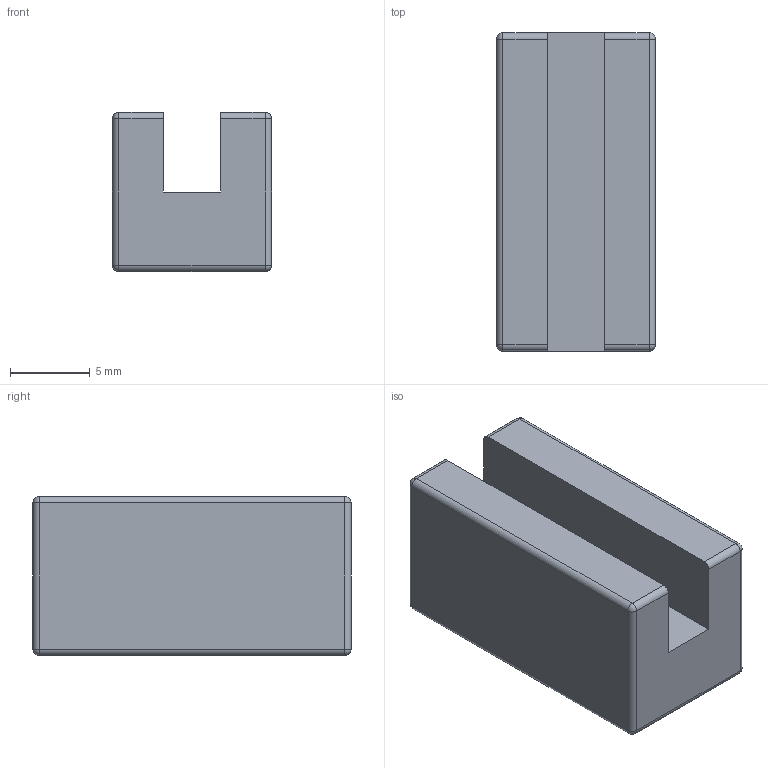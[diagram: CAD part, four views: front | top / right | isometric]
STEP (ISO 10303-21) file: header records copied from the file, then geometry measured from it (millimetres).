
FILE_DESCRIPTION(('Open CASCADE Model'),'2;1');
FILE_NAME('Open CASCADE Shape Model','2025-06-22T20:34:11',('Author'),( 'Open CASCADE'),'Open CASCADE STEP processor 7.7','Open CASCADE 7.7' ,'Unknown');
FILE_SCHEMA(('AUTOMOTIVE_DESIGN { 1 0 10303 214 1 1 1 1 }'));
Length unit declared in the file: millimetre
Products named in the file (1): Open CASCADE STEP translator 7.7 3
Bounding box: 10 x 20 x 10 mm (x, y, z)
Volume: 1634.8 mm3; surface area: 1137.4 mm2
Topology: 1 solids, 1 shells, 32 faces, 74 edges, 36 vertices
Faces by surface type: cylinder 14, plane 10, sphere 8
Entity records: 1650 total; most frequent: CARTESIAN_POINT 311, DIRECTION 248, ORIENTED_EDGE 132, PCURVE 132, DEFINITIONAL_REPRESENTATION 132, LINE 122, VECTOR 122, EDGE_CURVE 66
